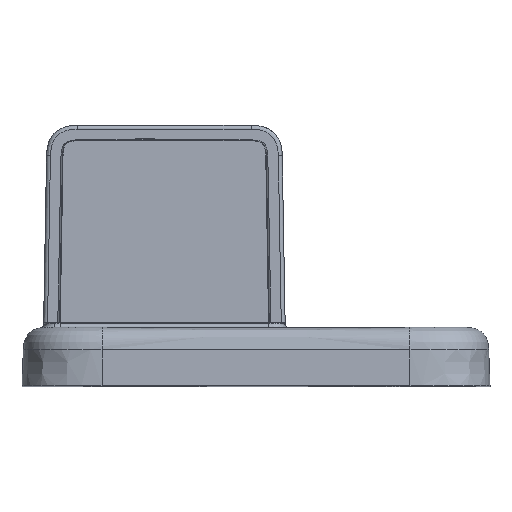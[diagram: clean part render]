
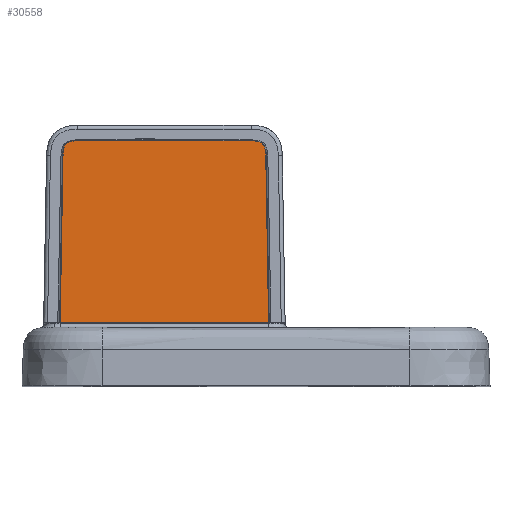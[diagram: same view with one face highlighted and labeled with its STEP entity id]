
A CAD part, top view. The second image highlights one B-rep face of the part: STEP entity #30558.
In plain terms, the highlighted planar face has unit normal (0, 0.018, 1).
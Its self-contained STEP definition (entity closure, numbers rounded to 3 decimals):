
#30487=DIRECTION('',(-1.,0.,0.));
#30488=VECTOR('',#30487,26.747);
#30489=CARTESIAN_POINT('',(42.873,7.5,30.1));
#30490=LINE('',#30489,#30488);
#30491=DIRECTION('',(0.017,1.,-0.017));
#30492=VECTOR('',#30491,22.074);
#30493=CARTESIAN_POINT('',(16.127,7.5,30.1));
#30494=LINE('',#30493,#30492);
#30495=CARTESIAN_POINT('',(16.498,29.568,29.715));
#30496=CARTESIAN_POINT('',(16.501,29.707,29.712));
#30497=CARTESIAN_POINT('',(16.515,29.973,29.708));
#30498=CARTESIAN_POINT('',(16.568,30.336,29.701));
#30499=CARTESIAN_POINT('',(16.655,30.658,29.696));
#30500=CARTESIAN_POINT('',(16.787,30.933,29.691));
#30501=CARTESIAN_POINT('',(16.98,31.135,29.687));
#30502=CARTESIAN_POINT('',(17.261,31.274,29.685));
#30503=CARTESIAN_POINT('',(17.593,31.362,29.683));
#30504=CARTESIAN_POINT('',(17.967,31.412,29.683));
#30505=CARTESIAN_POINT('',(18.241,31.423,29.682));
#30506=CARTESIAN_POINT('',(18.385,31.423,29.682));
#30508=DIRECTION('',(1.,0.,0.));
#30509=VECTOR('',#30508,22.231);
#30510=CARTESIAN_POINT('',(18.385,31.423,29.682));
#30511=LINE('',#30510,#30509);
#30512=CARTESIAN_POINT('',(40.615,31.423,29.682));
#30513=CARTESIAN_POINT('',(40.756,31.423,29.682));
#30514=CARTESIAN_POINT('',(41.023,31.413,29.683));
#30515=CARTESIAN_POINT('',(41.389,31.365,29.683));
#30516=CARTESIAN_POINT('',(41.714,31.282,29.685));
#30517=CARTESIAN_POINT('',(41.992,31.153,29.687));
#30518=CARTESIAN_POINT('',(42.197,30.959,29.691));
#30519=CARTESIAN_POINT('',(42.337,30.681,29.695));
#30520=CARTESIAN_POINT('',(42.429,30.353,29.701));
#30521=CARTESIAN_POINT('',(42.484,29.982,29.708));
#30522=CARTESIAN_POINT('',(42.499,29.71,29.712));
#30523=CARTESIAN_POINT('',(42.502,29.568,29.715));
#30525=DIRECTION('',(0.017,-1.,0.017));
#30526=VECTOR('',#30525,22.074);
#30527=CARTESIAN_POINT('',(42.502,29.568,29.715));
#30528=LINE('',#30527,#30526);
#30529=CARTESIAN_POINT('',(16.127,7.5,30.1));
#30530=CARTESIAN_POINT('',(42.873,7.5,30.1));
#30531=VERTEX_POINT('',#30529);
#30532=VERTEX_POINT('',#30530);
#30533=CARTESIAN_POINT('',(16.498,29.568,29.715));
#30534=VERTEX_POINT('',#30533);
#30535=VERTEX_POINT('',#30506);
#30536=CARTESIAN_POINT('',(40.615,31.423,29.682));
#30537=VERTEX_POINT('',#30536);
#30538=VERTEX_POINT('',#30523);
#30539=CARTESIAN_POINT('',(11.064,7.5,30.1));
#30540=DIRECTION('',(0.,0.017,1.));
#30541=DIRECTION('',(1.,0.,0.));
#30542=AXIS2_PLACEMENT_3D('',#30539,#30540,#30541);
#30543=PLANE('',#30542);
#30545=ORIENTED_EDGE('',*,*,#30544,.T.);
#30547=ORIENTED_EDGE('',*,*,#30546,.T.);
#30549=ORIENTED_EDGE('',*,*,#30548,.T.);
#30551=ORIENTED_EDGE('',*,*,#30550,.T.);
#30553=ORIENTED_EDGE('',*,*,#30552,.T.);
#30555=ORIENTED_EDGE('',*,*,#30554,.T.);
#30556=EDGE_LOOP('',(#30545,#30547,#30549,#30551,#30553,#30555));
#30557=FACE_OUTER_BOUND('',#30556,.F.);
#30558=ADVANCED_FACE('',(#30557),#30543,.T.);
#30507=B_SPLINE_CURVE_WITH_KNOTS('',3,(#30495,#30496,#30497,#30498,#30499,
#30500,#30501,#30502,#30503,#30504,#30505,#30506),.UNSPECIFIED.,.F.,.F.,(4,1,1,
1,1,1,1,1,1,4),(0.,0.111,0.222,0.333,
0.444,0.556,0.667,0.778,
0.889,1.),.UNSPECIFIED.);
#30524=B_SPLINE_CURVE_WITH_KNOTS('',3,(#30512,#30513,#30514,#30515,#30516,
#30517,#30518,#30519,#30520,#30521,#30522,#30523),.UNSPECIFIED.,.F.,.F.,(4,1,1,
1,1,1,1,1,1,4),(0.,0.111,0.222,0.333,
0.444,0.556,0.667,0.778,
0.889,1.),.UNSPECIFIED.);
#30544=EDGE_CURVE('',#30532,#30531,#30490,.T.);
#30546=EDGE_CURVE('',#30531,#30534,#30494,.T.);
#30548=EDGE_CURVE('',#30534,#30535,#30507,.T.);
#30550=EDGE_CURVE('',#30535,#30537,#30511,.T.);
#30552=EDGE_CURVE('',#30537,#30538,#30524,.T.);
#30554=EDGE_CURVE('',#30538,#30532,#30528,.T.);
